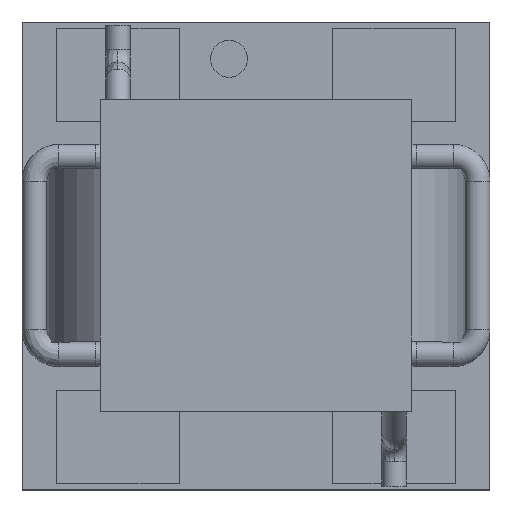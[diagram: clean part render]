
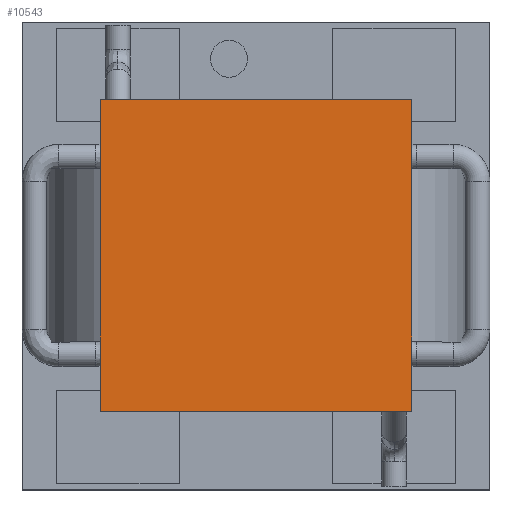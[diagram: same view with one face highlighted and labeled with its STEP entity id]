
A CAD part, top view. The second image highlights one B-rep face of the part: STEP entity #10543.
In plain terms, the highlighted planar face has unit normal (0, 0, 1).
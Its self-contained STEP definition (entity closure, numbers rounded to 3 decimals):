
#10423=CARTESIAN_POINT('',(-1.27,-1.27,3.81));
#10424=VERTEX_POINT('',#10423);
#10431=CARTESIAN_POINT('',(-1.27,1.27,3.81));
#10432=VERTEX_POINT('',#10431);
#10433=CARTESIAN_POINT('',(-1.27,-1.27,3.81));
#10434=DIRECTION('',(0.0,1.0,0.0));
#10435=VECTOR('',#10434,2.54);
#10436=LINE('',#10433,#10435);
#10437=EDGE_CURVE('',#10424,#10432,#10436,.T.);
#10461=CARTESIAN_POINT('',(1.27,-1.27,3.81));
#10462=VERTEX_POINT('',#10461);
#10469=CARTESIAN_POINT('',(1.27,-1.27,3.81));
#10470=DIRECTION('',(-1.0,0.0,0.0));
#10471=VECTOR('',#10470,2.54);
#10472=LINE('',#10469,#10471);
#10473=EDGE_CURVE('',#10462,#10424,#10472,.T.);
#10492=CARTESIAN_POINT('',(1.27,1.27,3.81));
#10493=VERTEX_POINT('',#10492);
#10500=CARTESIAN_POINT('',(1.27,1.27,3.81));
#10501=DIRECTION('',(0.0,-1.0,0.0));
#10502=VECTOR('',#10501,2.54);
#10503=LINE('',#10500,#10502);
#10504=EDGE_CURVE('',#10493,#10462,#10503,.T.);
#10522=CARTESIAN_POINT('',(-1.27,1.27,3.81));
#10523=DIRECTION('',(1.0,0.0,0.0));
#10524=VECTOR('',#10523,2.54);
#10525=LINE('',#10522,#10524);
#10526=EDGE_CURVE('',#10432,#10493,#10525,.T.);
#10532=CARTESIAN_POINT('',(0.065,0.065,3.81));
#10533=DIRECTION('',(0.0,0.0,1.0));
#10534=DIRECTION('',(1.0,0.0,0.0));
#10535=AXIS2_PLACEMENT_3D('',#10532,#10533,#10534);
#10536=PLANE('',#10535);
#10537=ORIENTED_EDGE('',*,*,#10526,.F.);
#10538=ORIENTED_EDGE('',*,*,#10437,.F.);
#10539=ORIENTED_EDGE('',*,*,#10473,.F.);
#10540=ORIENTED_EDGE('',*,*,#10504,.F.);
#10541=EDGE_LOOP('',(#10537,#10538,#10539,#10540));
#10542=FACE_OUTER_BOUND('',#10541,.T.);
#10543=ADVANCED_FACE('',(#10542),#10536,.T.);
